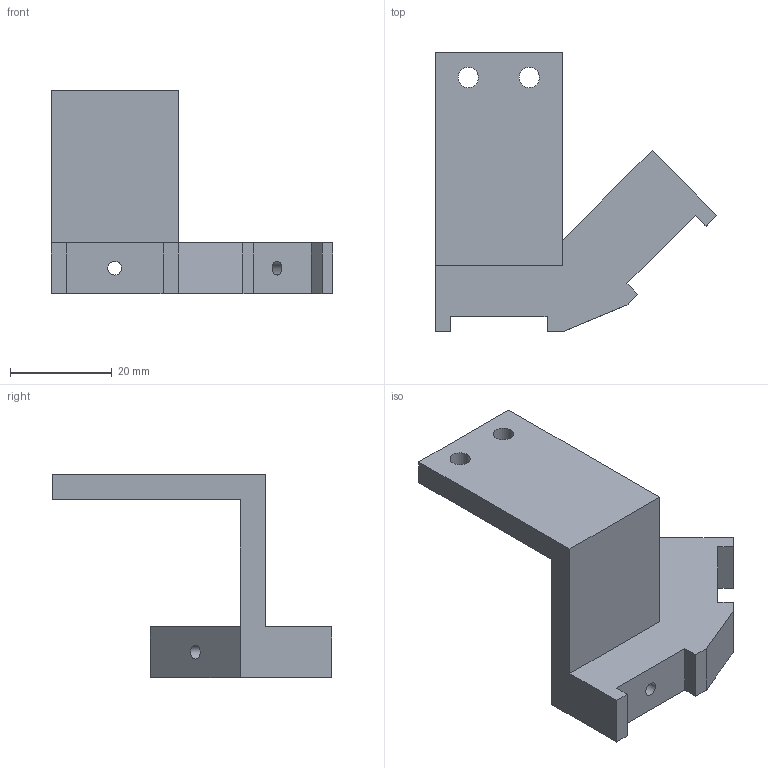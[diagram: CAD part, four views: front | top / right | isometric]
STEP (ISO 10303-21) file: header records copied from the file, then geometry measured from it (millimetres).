
FILE_DESCRIPTION(/* description */ (''),/* implementation_level */ '2;1');
FILE_NAME(/* name */ 'Sensor Mount Side V1 v1.step',/* time_stamp */ '2023-06-22T15:51:01+01:00',/* author */ (''),/* organization */ (''),/* preprocessor_version */ 'ST-DEVELOPER v19.2',/* originating_system */ 'Autodesk Translation Framework v12.6.0.85',/* authorisation */ '');
FILE_SCHEMA (('AUTOMOTIVE_DESIGN { 1 0 10303 214 3 1 1 }'));
Length unit declared in the file: millimetre
Products named in the file (1): Sensor Mount Side V1
Bounding box: 55.41 x 55 x 40 mm (x, y, z)
Volume: 17083.1 mm3; surface area: 7745.8 mm2
Topology: 1 solids, 1 shells, 26 faces, 71 edges, 47 vertices
Faces by surface type: plane 22, cylinder 4
Full cylindrical faces by diameter (mm): 2.7 x2, 4 x2
Entity records: 864 total; most frequent: CARTESIAN_POINT 145, ORIENTED_EDGE 142, DIRECTION 133, EDGE_CURVE 71, LINE 63, VECTOR 63, VERTEX_POINT 47, AXIS2_PLACEMENT_3D 35
